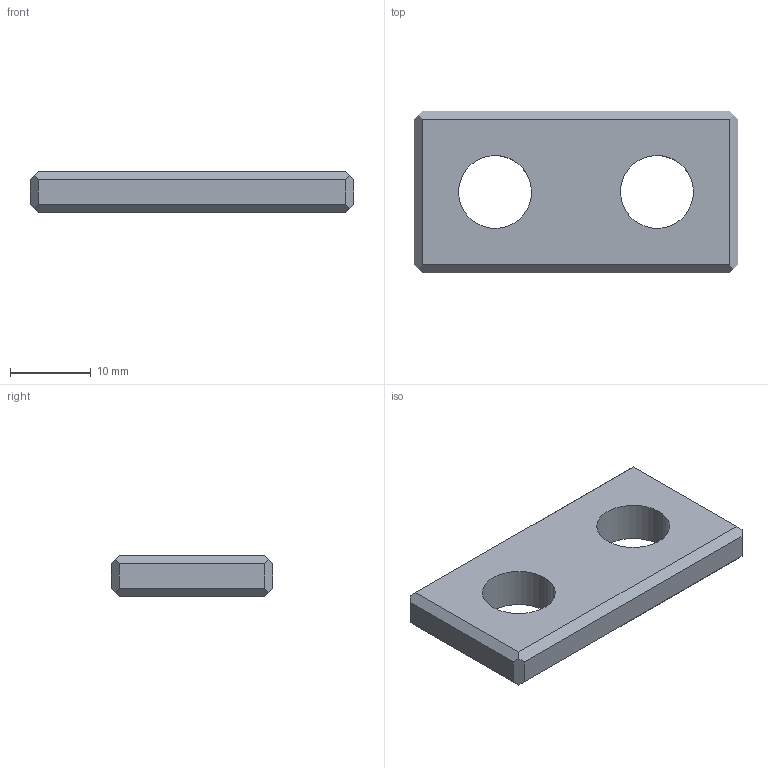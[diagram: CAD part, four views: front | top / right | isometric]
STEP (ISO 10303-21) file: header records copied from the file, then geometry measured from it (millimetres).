
FILE_DESCRIPTION(('CATIA V5 STEP Exchange'),'2;1');
FILE_NAME('RDST113.40.stp','2017-03-08T09:04:53+00:00',('none'),('none'),'CATIA Version 5 Release 19 GA (IN-10)','CATIA V5 STEP AP203','none');
FILE_SCHEMA(('CONFIG_CONTROL_DESIGN'));
Length unit declared in the file: millimetre
Products named in the file (1): RDST113.40
Bounding box: 40 x 20 x 5 mm (x, y, z)
Volume: 3239.8 mm3; surface area: 2074.5 mm2
Topology: 1 solids, 1 shells, 22 faces, 63 edges, 47 vertices
Faces by surface type: plane 18, cylinder 4
Entity records: 731 total; most frequent: CARTESIAN_POINT 155, ORIENTED_EDGE 120, DIRECTION 79, EDGE_CURVE 60, VERTEX_POINT 40, VECTOR 31, LINE 31, AXIS2_PLACEMENT_3D 29
